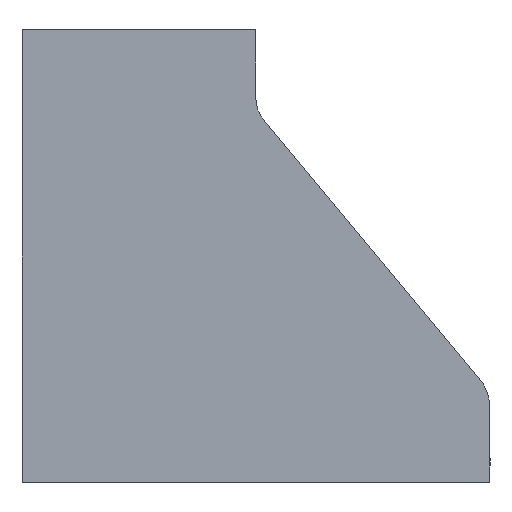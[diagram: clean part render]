
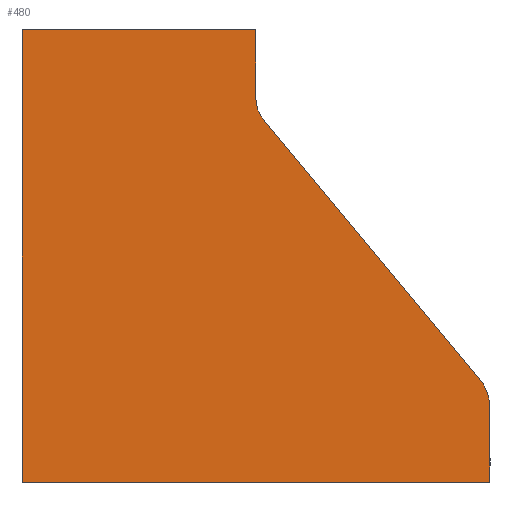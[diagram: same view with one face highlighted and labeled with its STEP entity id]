
A CAD part, front view. The second image highlights one B-rep face of the part: STEP entity #480.
In plain terms, the highlighted planar face has unit normal (0, -1, 0).
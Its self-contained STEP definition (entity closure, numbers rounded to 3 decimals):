
#21 = AXIS2_PLACEMENT_3D ( 'NONE', #1555, #1554, #1553 ) ;
#22 = AXIS2_PLACEMENT_3D ( 'NONE', #1515, #1529, #1527 ) ;
#41 = CIRCLE ( 'NONE', #22, 30. ) ;
#42 = LINE ( 'NONE', #1445, #43 ) ;
#43 = VECTOR ( 'NONE', #1513, 1000. ) ;
#45 = LINE ( 'NONE', #1538, #48 ) ;
#47 = CIRCLE ( 'NONE', #21, 20. ) ;
#48 = VECTOR ( 'NONE', #1532, 1000. ) ;
#52 = LINE ( 'NONE', #1562, #55 ) ;
#55 = VECTOR ( 'NONE', #1561, 1000. ) ;
#133 = LINE ( 'NONE', #623, #136 ) ;
#136 = VECTOR ( 'NONE', #624, 1000. ) ;
#274 = DIRECTION ( 'NONE',  ( 0., 0., 1. ) ) ;
#401 = CARTESIAN_POINT ( 'NONE',  ( 225., 0., 0. ) ) ;
#423 = EDGE_CURVE ( 'NONE', #1243, #1222, #1266, .T. ) ;
#480 = ADVANCED_FACE ( 'NONE', ( #1423 ), #759, .F. ) ;
#531 = EDGE_CURVE ( 'NONE', #937, #1222, #1545, .T. ) ;
#535 = EDGE_CURVE ( 'NONE', #908, #937, #42, .T. ) ;
#536 = EDGE_CURVE ( 'NONE', #921, #917, #41, .T. ) ;
#538 = EDGE_CURVE ( 'NONE', #917, #916, #45, .T. ) ;
#539 = EDGE_CURVE ( 'NONE', #916, #1243, #47, .T. ) ;
#542 = EDGE_CURVE ( 'NONE', #1214, #908, #52, .T. ) ;
#583 = EDGE_LOOP ( 'NONE', ( #1037, #1038, #1039, #1040, #1041, #1042, #1043, #1044 ) ) ;
#623 = CARTESIAN_POINT ( 'NONE',  ( 375., 0., -242.603 ) ) ;
#624 = DIRECTION ( 'NONE',  ( 0., 0., 1. ) ) ;
#714 = AXIS2_PLACEMENT_3D ( 'NONE', #770, #752, #750 ) ;
#750 = DIRECTION ( 'NONE',  ( 0., 0., 1. ) ) ;
#752 = DIRECTION ( 'NONE',  ( 0., 1., 0. ) ) ;
#759 = PLANE ( 'NONE',  #714 ) ;
#770 = CARTESIAN_POINT ( 'NONE',  ( -95., 0., -44.501 ) ) ;
#908 = VERTEX_POINT ( 'NONE', #1239 ) ;
#916 = VERTEX_POINT ( 'NONE', #1265 ) ;
#917 = VERTEX_POINT ( 'NONE', #1263 ) ;
#921 = VERTEX_POINT ( 'NONE', #1276 ) ;
#937 = VERTEX_POINT ( 'NONE', #1319 ) ;
#1037 = ORIENTED_EDGE ( 'NONE', *, *, #531, .F. ) ;
#1038 = ORIENTED_EDGE ( 'NONE', *, *, #535, .F. ) ;
#1039 = ORIENTED_EDGE ( 'NONE', *, *, #542, .F. ) ;
#1040 = ORIENTED_EDGE ( 'NONE', *, *, #1733, .T. ) ;
#1041 = ORIENTED_EDGE ( 'NONE', *, *, #536, .T. ) ;
#1042 = ORIENTED_EDGE ( 'NONE', *, *, #538, .T. ) ;
#1043 = ORIENTED_EDGE ( 'NONE', *, *, #539, .T. ) ;
#1044 = ORIENTED_EDGE ( 'NONE', *, *, #423, .T. ) ;
#1214 = VERTEX_POINT ( 'NONE', #1620 ) ;
#1222 = VERTEX_POINT ( 'NONE', #1686 ) ;
#1239 = CARTESIAN_POINT ( 'NONE',  ( 75., 0., -290. ) ) ;
#1243 = VERTEX_POINT ( 'NONE', #1678 ) ;
#1263 = CARTESIAN_POINT ( 'NONE',  ( 368.047, 0., -223.398 ) ) ;
#1265 = CARTESIAN_POINT ( 'NONE',  ( 229.636, 0., -57.304 ) ) ;
#1266 = LINE ( 'NONE', #401, #1267 ) ;
#1267 = VECTOR ( 'NONE', #274, 1000. ) ;
#1276 = CARTESIAN_POINT ( 'NONE',  ( 375., 0., -242.603 ) ) ;
#1319 = CARTESIAN_POINT ( 'NONE',  ( 75., 0., 0. ) ) ;
#1423 = FACE_OUTER_BOUND ( 'NONE', #583, .T. ) ;
#1442 = CARTESIAN_POINT ( 'NONE',  ( -75., 0., 0. ) ) ;
#1445 = CARTESIAN_POINT ( 'NONE',  ( 75., 0., 0. ) ) ;
#1469 = DIRECTION ( 'NONE',  ( 1., 0., 0. ) ) ;
#1513 = DIRECTION ( 'NONE',  ( 0., 0., 1. ) ) ;
#1515 = CARTESIAN_POINT ( 'NONE',  ( 345., 0., -242.603 ) ) ;
#1527 = DIRECTION ( 'NONE',  ( 0., 0., 1. ) ) ;
#1529 = DIRECTION ( 'NONE',  ( 0., -1., 0. ) ) ;
#1532 = DIRECTION ( 'NONE',  ( -0.64, 0., 0.768 ) ) ;
#1538 = CARTESIAN_POINT ( 'NONE',  ( 229.636, 0., -57.304 ) ) ;
#1545 = LINE ( 'NONE', #1442, #1550 ) ;
#1550 = VECTOR ( 'NONE', #1469, 1000. ) ;
#1553 = DIRECTION ( 'NONE',  ( 0., 0., 1. ) ) ;
#1554 = DIRECTION ( 'NONE',  ( 0., 1., 0. ) ) ;
#1555 = CARTESIAN_POINT ( 'NONE',  ( 245., 0., -44.501 ) ) ;
#1561 = DIRECTION ( 'NONE',  ( -1., 0., 0. ) ) ;
#1562 = CARTESIAN_POINT ( 'NONE',  ( -225., 0., -290. ) ) ;
#1620 = CARTESIAN_POINT ( 'NONE',  ( 375., 0., -290. ) ) ;
#1678 = CARTESIAN_POINT ( 'NONE',  ( 225., 0., -44.501 ) ) ;
#1686 = CARTESIAN_POINT ( 'NONE',  ( 225., 0., 0. ) ) ;
#1733 = EDGE_CURVE ( 'NONE', #1214, #921, #133, .T. ) ;
